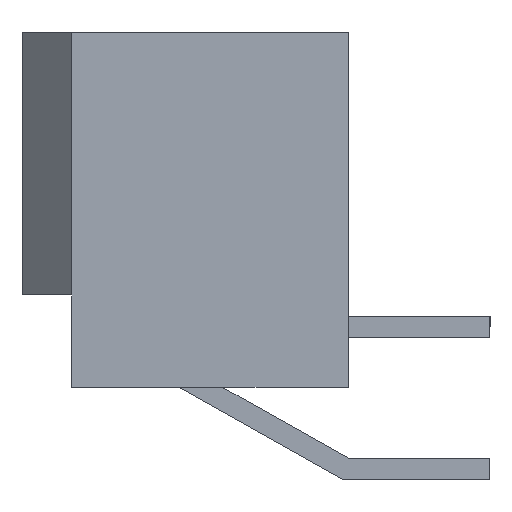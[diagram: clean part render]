
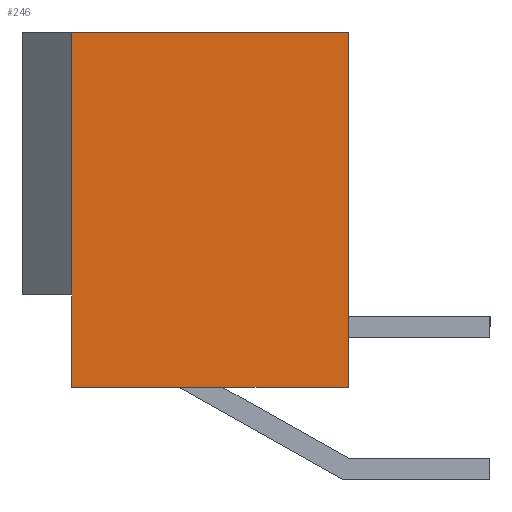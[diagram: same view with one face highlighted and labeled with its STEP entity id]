
A CAD part, left-side view. The second image highlights one B-rep face of the part: STEP entity #246.
In plain terms, the highlighted planar face has unit normal (-1, 0, 0).
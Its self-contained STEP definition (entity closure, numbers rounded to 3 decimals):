
#114 = ORIENTED_EDGE ( 'NONE', *, *, #115, .T. ) ;
#115 = EDGE_CURVE ( 'NONE', #248, #243, #2444, .T. ) ;
#176 = EDGE_CURVE ( 'NONE', #236, #327, #2540, .T. ) ;
#177 = ORIENTED_EDGE ( 'NONE', *, *, #178, .T. ) ;
#178 = EDGE_CURVE ( 'NONE', #236, #248, #2536, .T. ) ;
#180 = EDGE_CURVE ( 'NONE', #331, #243, #2528, .T. ) ;
#181 = ORIENTED_EDGE ( 'NONE', *, *, #330, .F. ) ;
#235 = ORIENTED_EDGE ( 'NONE', *, *, #176, .F. ) ;
#236 = VERTEX_POINT ( 'NONE', #2652 ) ;
#243 = VERTEX_POINT ( 'NONE', #2686 ) ;
#244 = ORIENTED_EDGE ( 'NONE', *, *, #180, .F. ) ;
#246 = ADVANCED_FACE ( 'NONE', ( #2685 ), #2727, .T. ) ;
#247 = EDGE_LOOP ( 'NONE', ( #235, #177, #114, #244, #181 ) ) ;
#248 = VERTEX_POINT ( 'NONE', #2722 ) ;
#327 = VERTEX_POINT ( 'NONE', #2934 ) ;
#330 = EDGE_CURVE ( 'NONE', #327, #331, #2932, .T. ) ;
#331 = VERTEX_POINT ( 'NONE', #2928 ) ;
#2441 = DIRECTION ( 'NONE',  ( 0., 0., -1. ) ) ;
#2442 = VECTOR ( 'NONE', #2441, 1000. ) ;
#2443 = CARTESIAN_POINT ( 'NONE',  ( -7.35, 3.45, -1.55 ) ) ;
#2444 = LINE ( 'NONE', #2443, #2442 ) ;
#2525 = DIRECTION ( 'NONE',  ( 0., 1., 0. ) ) ;
#2526 = VECTOR ( 'NONE', #2525, 1000. ) ;
#2527 = CARTESIAN_POINT ( 'NONE',  ( -7.35, -0.45, -3.15 ) ) ;
#2528 = LINE ( 'NONE', #2527, #2526 ) ;
#2533 = DIRECTION ( 'NONE',  ( 0., 0., -1. ) ) ;
#2534 = VECTOR ( 'NONE', #2533, 1000. ) ;
#2535 = CARTESIAN_POINT ( 'NONE',  ( -7.35, 3.45, -1.85 ) ) ;
#2536 = LINE ( 'NONE', #2535, #2534 ) ;
#2537 = DIRECTION ( 'NONE',  ( 0., -1., 0. ) ) ;
#2538 = VECTOR ( 'NONE', #2537, 1000. ) ;
#2539 = CARTESIAN_POINT ( 'NONE',  ( -7.35, 4.15, 1.85 ) ) ;
#2540 = LINE ( 'NONE', #2539, #2538 ) ;
#2652 = CARTESIAN_POINT ( 'NONE',  ( -7.35, 3.45, 1.85 ) ) ;
#2685 = FACE_OUTER_BOUND ( 'NONE', #247, .T. ) ;
#2686 = CARTESIAN_POINT ( 'NONE',  ( -7.35, 3.45, -3.15 ) ) ;
#2722 = CARTESIAN_POINT ( 'NONE',  ( -7.35, 3.45, -1.85 ) ) ;
#2723 = DIRECTION ( 'NONE',  ( 0., -1., 0. ) ) ;
#2724 = DIRECTION ( 'NONE',  ( -1., 0., 0. ) ) ;
#2725 = CARTESIAN_POINT ( 'NONE',  ( -7.35, -0.45, 2.15 ) ) ;
#2726 = AXIS2_PLACEMENT_3D ( 'NONE', #2725, #2724, #2723 ) ;
#2727 = PLANE ( 'NONE',  #2726 ) ;
#2928 = CARTESIAN_POINT ( 'NONE',  ( -7.35, -0.45, -3.15 ) ) ;
#2929 = DIRECTION ( 'NONE',  ( 0., 0., -1. ) ) ;
#2930 = VECTOR ( 'NONE', #2929, 1000. ) ;
#2931 = CARTESIAN_POINT ( 'NONE',  ( -7.35, -0.45, -2.15 ) ) ;
#2932 = LINE ( 'NONE', #2931, #2930 ) ;
#2934 = CARTESIAN_POINT ( 'NONE',  ( -7.35, -0.45, 1.85 ) ) ;
